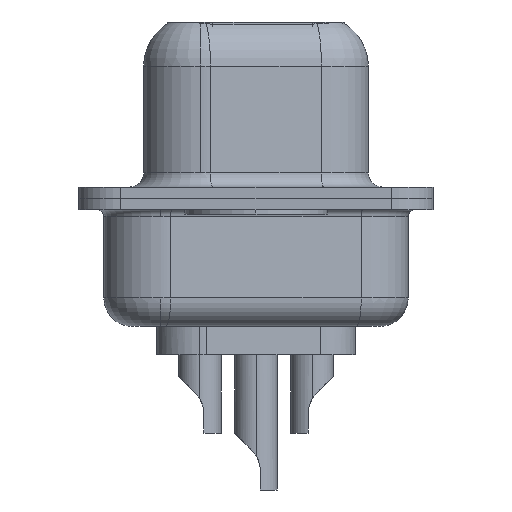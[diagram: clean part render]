
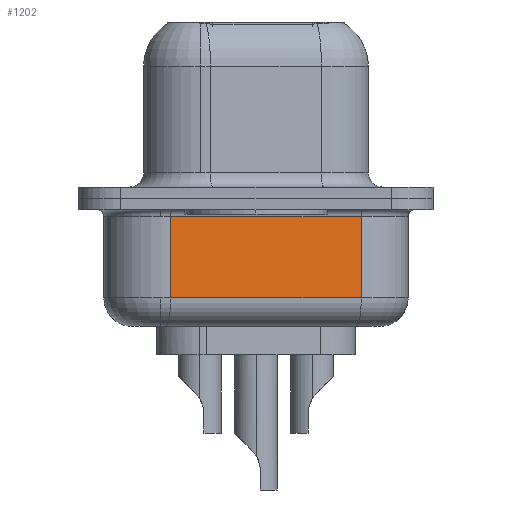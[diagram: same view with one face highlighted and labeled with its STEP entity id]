
A CAD part, left-side view. The second image highlights one B-rep face of the part: STEP entity #1202.
In plain terms, the highlighted planar face has unit normal (-0.985, -0.174, 0).
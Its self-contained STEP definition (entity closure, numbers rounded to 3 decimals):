
#158 = DIRECTION ( 'NONE',  ( 0.174, -0.985, 0. ) ) ;
#298 = DIRECTION ( 'NONE',  ( -0.174, 0.985, 0. ) ) ;
#570 = CARTESIAN_POINT ( 'NONE',  ( 4.062, -3.697, -4.5 ) ) ;
#1202 = ADVANCED_FACE ( 'NONE', ( #1968 ), #3727, .F. ) ;
#1427 = CARTESIAN_POINT ( 'NONE',  ( 2.88, 3.003, -3.5 ) ) ;
#1968 = FACE_OUTER_BOUND ( 'NONE', #2088, .T. ) ;
#2018 = VECTOR ( 'NONE', #158, 1000. ) ;
#2088 = EDGE_LOOP ( 'NONE', ( #3572, #5154, #7085, #16624 ) ) ;
#3572 = ORIENTED_EDGE ( 'NONE', *, *, #19323, .F. ) ;
#3727 = PLANE ( 'NONE',  #13906 ) ;
#3748 = CARTESIAN_POINT ( 'NONE',  ( 2.88, 3.003, -0.65 ) ) ;
#4114 = CARTESIAN_POINT ( 'NONE',  ( 2.88, 3.003, -4.5 ) ) ;
#4848 = EDGE_CURVE ( 'NONE', #21601, #7374, #5215, .T. ) ;
#5154 = ORIENTED_EDGE ( 'NONE', *, *, #6120, .T. ) ;
#5196 = DIRECTION ( 'NONE',  ( -0.174, 0.985, 0. ) ) ;
#5215 = LINE ( 'NONE', #570, #17846 ) ;
#6120 = EDGE_CURVE ( 'NONE', #19921, #21601, #19969, .T. ) ;
#6804 = CARTESIAN_POINT ( 'NONE',  ( 2.88, 3.003, -0.65 ) ) ;
#6949 = CARTESIAN_POINT ( 'NONE',  ( 2.88, 3.003, -4.5 ) ) ;
#7055 = DIRECTION ( 'NONE',  ( 0.985, 0.174, 0. ) ) ;
#7085 = ORIENTED_EDGE ( 'NONE', *, *, #4848, .T. ) ;
#7374 = VERTEX_POINT ( 'NONE', #7875 ) ;
#7875 = CARTESIAN_POINT ( 'NONE',  ( 4.062, -3.697, -0.65 ) ) ;
#8192 = VECTOR ( 'NONE', #9572, 1000. ) ;
#9572 = DIRECTION ( 'NONE',  ( 0., 0., 1. ) ) ;
#13906 = AXIS2_PLACEMENT_3D ( 'NONE', #6949, #7055, #298 ) ;
#14067 = DIRECTION ( 'NONE',  ( 0., 0., 1. ) ) ;
#14359 = CARTESIAN_POINT ( 'NONE',  ( 4.062, -3.697, -3.5 ) ) ;
#16483 = EDGE_CURVE ( 'NONE', #7374, #16831, #18902, .T. ) ;
#16624 = ORIENTED_EDGE ( 'NONE', *, *, #16483, .T. ) ;
#16831 = VERTEX_POINT ( 'NONE', #6804 ) ;
#17846 = VECTOR ( 'NONE', #14067, 1000. ) ;
#18526 = CARTESIAN_POINT ( 'NONE',  ( 2.88, 3.003, -3.5 ) ) ;
#18902 = LINE ( 'NONE', #3748, #21863 ) ;
#19323 = EDGE_CURVE ( 'NONE', #19921, #16831, #21049, .T. ) ;
#19921 = VERTEX_POINT ( 'NONE', #1427 ) ;
#19969 = LINE ( 'NONE', #18526, #2018 ) ;
#21049 = LINE ( 'NONE', #4114, #8192 ) ;
#21601 = VERTEX_POINT ( 'NONE', #14359 ) ;
#21863 = VECTOR ( 'NONE', #5196, 1000. ) ;
